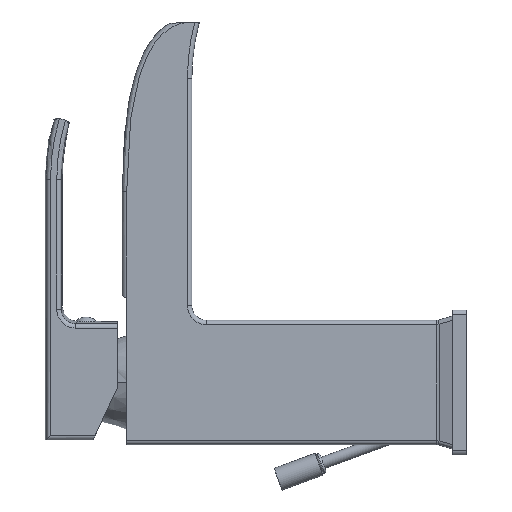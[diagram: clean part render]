
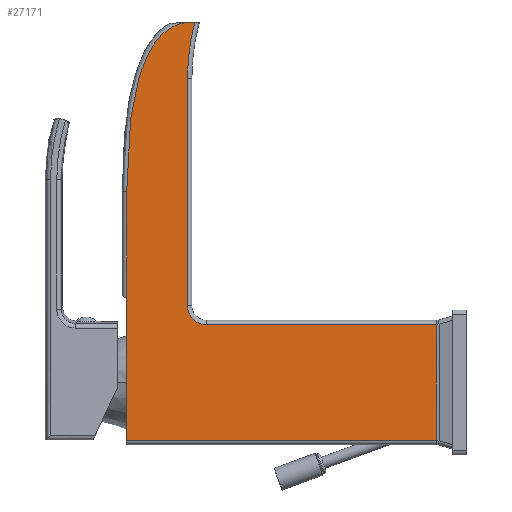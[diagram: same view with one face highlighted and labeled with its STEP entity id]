
A CAD part, left-side view. The second image highlights one B-rep face of the part: STEP entity #27171.
In plain terms, the highlighted planar face has unit normal (-1, 0, 0).
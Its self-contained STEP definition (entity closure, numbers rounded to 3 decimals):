
#2255=DIRECTION('',(0.,0.999,-0.044));
#2256=VECTOR('',#2255,3.195);
#2257=CARTESIAN_POINT('',(-19.,89.991,124.431));
#2258=LINE('',#2257,#2256);
#2259=CARTESIAN_POINT('',(-19.,16.,105.));
#2260=DIRECTION('',(1.,0.,0.));
#2261=DIRECTION('',(0.,1.,0.));
#2262=AXIS2_PLACEMENT_3D('',#2259,#2260,#2261);
#2264=DIRECTION('',(0.,0.,1.));
#2265=VECTOR('',#2264,78.5);
#2266=CARTESIAN_POINT('',(-19.,92.5,26.5));
#2267=LINE('',#2266,#2265);
#2268=CARTESIAN_POINT('',(-19.,86.,26.5));
#2269=DIRECTION('',(1.,0.,0.));
#2270=DIRECTION('',(0.,0.,-1.));
#2271=AXIS2_PLACEMENT_3D('',#2268,#2269,#2270);
#2273=DIRECTION('',(0.,1.,0.));
#2274=VECTOR('',#2273,79.58);
#2275=CARTESIAN_POINT('',(-19.,6.42,20.));
#2276=LINE('',#2275,#2274);
#2277=CARTESIAN_POINT('',(-19.,6.42,20.));
#2278=CARTESIAN_POINT('',(-19.,6.42,6.667));
#2279=CARTESIAN_POINT('',(-19.,6.42,-6.667));
#2280=CARTESIAN_POINT('',(-19.,6.42,-20.));
#2282=DIRECTION('',(0.,1.,0.));
#2283=VECTOR('',#2282,107.08);
#2284=CARTESIAN_POINT('',(-19.,6.42,-20.));
#2285=LINE('',#2284,#2283);
#2286=DIRECTION('',(0.,0.,1.));
#2287=VECTOR('',#2286,49.394);
#2288=CARTESIAN_POINT('',(-19.,113.5,-20.));
#2289=LINE('',#2288,#2287);
#2290=DIRECTION('',(0.,0.,1.));
#2291=VECTOR('',#2290,36.606);
#2292=CARTESIAN_POINT('',(-19.,113.5,29.394));
#2293=LINE('',#2292,#2291);
#2294=CARTESIAN_POINT('',(-19.,113.5,66.));
#2295=CARTESIAN_POINT('',(-19.,113.5,67.526));
#2296=CARTESIAN_POINT('',(-19.,113.476,70.492));
#2297=CARTESIAN_POINT('',(-19.,113.373,74.682));
#2298=CARTESIAN_POINT('',(-19.,113.206,78.629));
#2299=CARTESIAN_POINT('',(-19.,112.979,82.341));
#2300=CARTESIAN_POINT('',(-19.,112.696,85.829));
#2301=CARTESIAN_POINT('',(-19.,112.361,89.103));
#2302=CARTESIAN_POINT('',(-19.,111.978,92.17));
#2303=CARTESIAN_POINT('',(-19.,111.548,95.044));
#2304=CARTESIAN_POINT('',(-19.,111.076,97.731));
#2305=CARTESIAN_POINT('',(-19.,110.574,100.196));
#2306=CARTESIAN_POINT('',(-19.,110.054,102.426));
#2307=CARTESIAN_POINT('',(-19.,109.521,104.448));
#2308=CARTESIAN_POINT('',(-19.,108.978,106.284));
#2309=CARTESIAN_POINT('',(-19.,108.429,107.953));
#2310=CARTESIAN_POINT('',(-19.,107.875,109.473));
#2311=CARTESIAN_POINT('',(-19.,107.318,110.859));
#2312=CARTESIAN_POINT('',(-19.,106.761,112.124));
#2313=CARTESIAN_POINT('',(-19.,106.204,113.281));
#2314=CARTESIAN_POINT('',(-19.,105.649,114.339));
#2315=CARTESIAN_POINT('',(-19.,105.095,115.308));
#2316=CARTESIAN_POINT('',(-19.,104.543,116.197));
#2317=CARTESIAN_POINT('',(-19.,103.994,117.013));
#2318=CARTESIAN_POINT('',(-19.,103.446,117.763));
#2319=CARTESIAN_POINT('',(-19.,102.9,118.453));
#2320=CARTESIAN_POINT('',(-19.,102.356,119.088));
#2321=CARTESIAN_POINT('',(-19.,101.813,119.673));
#2322=CARTESIAN_POINT('',(-19.,101.271,120.211));
#2323=CARTESIAN_POINT('',(-19.,100.729,120.707));
#2324=CARTESIAN_POINT('',(-19.,100.185,121.163));
#2325=CARTESIAN_POINT('',(-19.,99.641,121.583));
#2326=CARTESIAN_POINT('',(-19.,99.094,121.969));
#2327=CARTESIAN_POINT('',(-19.,98.543,122.323));
#2328=CARTESIAN_POINT('',(-19.,97.987,122.647));
#2329=CARTESIAN_POINT('',(-19.,97.424,122.943));
#2330=CARTESIAN_POINT('',(-19.,96.854,123.212));
#2331=CARTESIAN_POINT('',(-19.,96.275,123.455));
#2332=CARTESIAN_POINT('',(-19.,95.686,123.673));
#2333=CARTESIAN_POINT('',(-19.,95.082,123.866));
#2334=CARTESIAN_POINT('',(-19.,94.465,124.035));
#2335=CARTESIAN_POINT('',(-19.,93.833,124.178));
#2336=CARTESIAN_POINT('',(-19.,93.401,124.257));
#2337=CARTESIAN_POINT('',(-19.,93.183,124.292));
#2435=CARTESIAN_POINT('',(-19.,6.42,-20.));
#3336=CARTESIAN_POINT('',(-19.,113.5,29.394));
#20113=VERTEX_POINT('',#2435);
#20136=CARTESIAN_POINT('',(-19.,92.5,26.5));
#20137=CARTESIAN_POINT('',(-19.,92.5,105.));
#20138=VERTEX_POINT('',#20136);
#20139=VERTEX_POINT('',#20137);
#20144=CARTESIAN_POINT('',(-19.,86.,20.));
#20145=VERTEX_POINT('',#20144);
#20148=CARTESIAN_POINT('',(-19.,6.42,20.));
#20149=VERTEX_POINT('',#20148);
#20252=CARTESIAN_POINT('',(-19.,113.5,66.));
#20253=VERTEX_POINT('',#20252);
#20271=VERTEX_POINT('',#3336);
#20387=CARTESIAN_POINT('',(-19.,89.991,124.431));
#20388=CARTESIAN_POINT('',(-19.,93.183,124.292));
#20389=VERTEX_POINT('',#20387);
#20390=VERTEX_POINT('',#20388);
#20409=CARTESIAN_POINT('',(-19.,113.5,-20.));
#20410=VERTEX_POINT('',#20409);
#27147=CARTESIAN_POINT('',(-19.,-1.,-21.5));
#27148=DIRECTION('',(-1.,0.,0.));
#27149=DIRECTION('',(0.,0.,1.));
#27150=AXIS2_PLACEMENT_3D('',#27147,#27148,#27149);
#27151=PLANE('',#27150);
#27152=ORIENTED_EDGE('',*,*,#26219,.F.);
#27154=ORIENTED_EDGE('',*,*,#27153,.F.);
#27156=ORIENTED_EDGE('',*,*,#27155,.F.);
#27158=ORIENTED_EDGE('',*,*,#27157,.F.);
#27160=ORIENTED_EDGE('',*,*,#27159,.F.);
#27162=ORIENTED_EDGE('',*,*,#27161,.T.);
#27163=ORIENTED_EDGE('',*,*,#27133,.T.);
#27164=ORIENTED_EDGE('',*,*,#25696,.T.);
#27166=ORIENTED_EDGE('',*,*,#27165,.T.);
#27168=ORIENTED_EDGE('',*,*,#27167,.T.);
#27169=EDGE_LOOP('',(#27152,#27154,#27156,#27158,#27160,#27162,#27163,#27164,
#27166,#27168));
#27170=FACE_OUTER_BOUND('',#27169,.F.);
#27171=ADVANCED_FACE('',(#27170),#27151,.T.);
#2263=CIRCLE('',#2262,76.5);
#2272=CIRCLE('',#2271,6.5);
#2281=B_SPLINE_CURVE_WITH_KNOTS('',3,(#2277,#2278,#2279,#2280),.UNSPECIFIED.,
.F.,.F.,(4,4),(0.,1.),.UNSPECIFIED.);
#2338=B_SPLINE_CURVE_WITH_KNOTS('',3,(#2294,#2295,#2296,#2297,#2298,#2299,#2300,
#2301,#2302,#2303,#2304,#2305,#2306,#2307,#2308,#2309,#2310,#2311,#2312,#2313,
#2314,#2315,#2316,#2317,#2318,#2319,#2320,#2321,#2322,#2323,#2324,#2325,#2326,
#2327,#2328,#2329,#2330,#2331,#2332,#2333,#2334,#2335,#2336,#2337),
.UNSPECIFIED.,.F.,.F.,(4,1,1,1,1,1,1,1,1,1,1,1,1,1,1,1,1,1,1,1,1,1,1,1,1,1,1,1,
1,1,1,1,1,1,1,1,1,1,1,1,1,4),(0.,0.024,0.049,
0.073,0.098,0.122,0.146,
0.171,0.195,0.22,0.244,
0.268,0.293,0.317,0.341,
0.366,0.39,0.415,0.439,
0.463,0.488,0.512,0.537,
0.561,0.585,0.61,0.634,
0.659,0.683,0.707,0.732,
0.756,0.78,0.805,0.829,
0.854,0.878,0.902,0.927,
0.951,0.976,1.),.UNSPECIFIED.);
#25696=EDGE_CURVE('',#20410,#20271,#2289,.T.);
#26219=EDGE_CURVE('',#20389,#20390,#2258,.T.);
#27133=EDGE_CURVE('',#20113,#20410,#2285,.T.);
#27153=EDGE_CURVE('',#20139,#20389,#2263,.T.);
#27155=EDGE_CURVE('',#20138,#20139,#2267,.T.);
#27157=EDGE_CURVE('',#20145,#20138,#2272,.T.);
#27159=EDGE_CURVE('',#20149,#20145,#2276,.T.);
#27161=EDGE_CURVE('',#20149,#20113,#2281,.T.);
#27165=EDGE_CURVE('',#20271,#20253,#2293,.T.);
#27167=EDGE_CURVE('',#20253,#20390,#2338,.T.);
